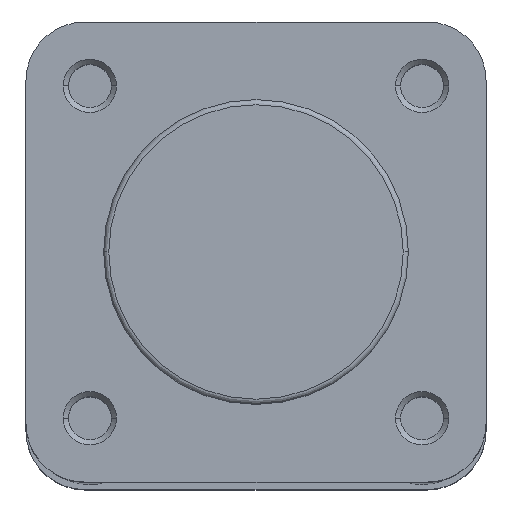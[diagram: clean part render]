
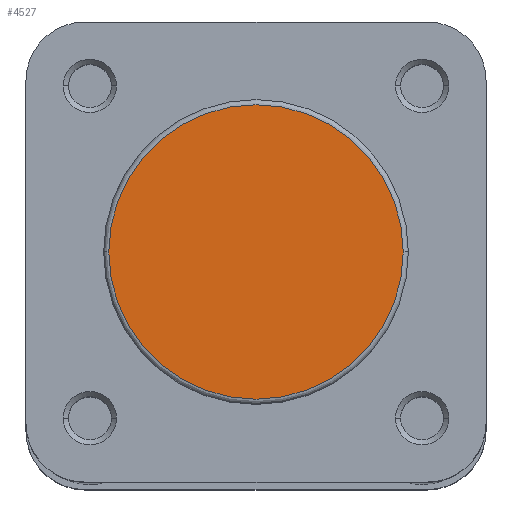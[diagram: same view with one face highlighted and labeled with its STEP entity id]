
A CAD part, top view. The second image highlights one B-rep face of the part: STEP entity #4527.
In plain terms, the highlighted planar face has unit normal (0, 0, 1).
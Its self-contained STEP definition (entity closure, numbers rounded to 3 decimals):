
#243 = EDGE_CURVE ( 'NONE', #1449, #1349, #1770, .T. ) ;
#289 = EDGE_CURVE ( 'NONE', #1349, #1449, #1840, .T. ) ;
#628 = AXIS2_PLACEMENT_3D ( 'NONE', #2790, #2791, #2792 ) ;
#650 = AXIS2_PLACEMENT_3D ( 'NONE', #2903, #2906, #2907 ) ;
#735 = EDGE_LOOP ( 'NONE', ( #3908, #3898 ) ) ;
#1349 = VERTEX_POINT ( 'NONE', #3648 ) ;
#1449 = VERTEX_POINT ( 'NONE', #3741 ) ;
#1770 = CIRCLE ( 'NONE', #628, 14.4 ) ;
#1840 = CIRCLE ( 'NONE', #650, 14.4 ) ;
#2590 = FACE_OUTER_BOUND ( 'NONE', #735, .T. ) ;
#2790 = CARTESIAN_POINT ( 'NONE',  ( 0., 0., 0. ) ) ;
#2791 = DIRECTION ( 'NONE',  ( 0., 0., 1. ) ) ;
#2792 = DIRECTION ( 'NONE',  ( -1., 0., 0. ) ) ;
#2903 = CARTESIAN_POINT ( 'NONE',  ( 0., 0., 0. ) ) ;
#2906 = DIRECTION ( 'NONE',  ( 0., 0., 1. ) ) ;
#2907 = DIRECTION ( 'NONE',  ( -1., 0., 0. ) ) ;
#3648 = CARTESIAN_POINT ( 'NONE',  ( -14.4, 0., 0. ) ) ;
#3741 = CARTESIAN_POINT ( 'NONE',  ( 14.4, 0., 0. ) ) ;
#3898 = ORIENTED_EDGE ( 'NONE', *, *, #243, .T. ) ;
#3908 = ORIENTED_EDGE ( 'NONE', *, *, #289, .T. ) ;
#4527 = ADVANCED_FACE ( 'NONE', ( #2590 ), #5496, .F. ) ;
#4821 = AXIS2_PLACEMENT_3D ( 'NONE', #5495, #5498, #5499 ) ;
#5495 = CARTESIAN_POINT ( 'NONE',  ( 0., 14.9, 0. ) ) ;
#5496 = PLANE ( 'NONE',  #4821 ) ;
#5498 = DIRECTION ( 'NONE',  ( 0., 0., -1. ) ) ;
#5499 = DIRECTION ( 'NONE',  ( -1., 0., 0. ) ) ;
